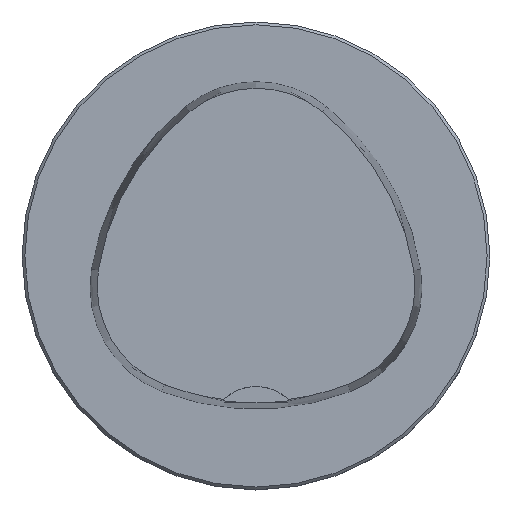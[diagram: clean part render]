
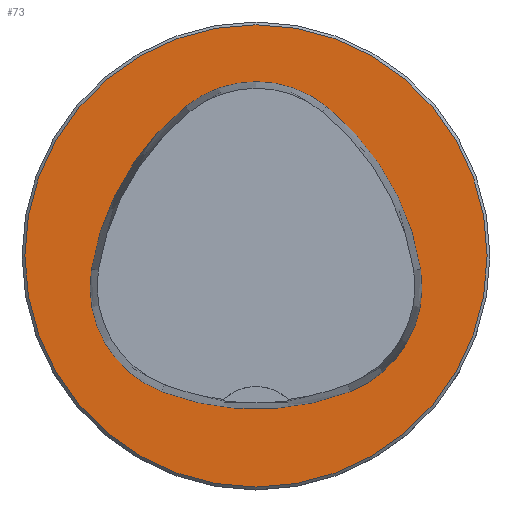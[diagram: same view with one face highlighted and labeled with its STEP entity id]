
A CAD part, top view. The second image highlights one B-rep face of the part: STEP entity #73.
In plain terms, the highlighted planar face has unit normal (0, 0, 1).
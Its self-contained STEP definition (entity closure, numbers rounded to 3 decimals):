
#49=PLANE('',#289);
#73=ADVANCED_FACE('',(#102,#103),#49,.F.);
#102=FACE_BOUND('',#117,.T.);
#103=FACE_BOUND('',#118,.T.);
#117=EDGE_LOOP('',(#141,#142,#143,#144,#145,#146));
#118=EDGE_LOOP('',(#147));
#141=ORIENTED_EDGE('',*,*,#222,.T.);
#142=ORIENTED_EDGE('',*,*,#223,.T.);
#143=ORIENTED_EDGE('',*,*,#224,.T.);
#144=ORIENTED_EDGE('',*,*,#225,.T.);
#145=ORIENTED_EDGE('',*,*,#226,.T.);
#146=ORIENTED_EDGE('',*,*,#227,.T.);
#147=ORIENTED_EDGE('',*,*,#220,.F.);
#197=VERTEX_POINT('',#412);
#199=VERTEX_POINT('',#420);
#200=VERTEX_POINT('',#421);
#201=VERTEX_POINT('',#423);
#202=VERTEX_POINT('',#425);
#203=VERTEX_POINT('',#427);
#204=VERTEX_POINT('',#429);
#220=EDGE_CURVE('',#197,#197,#251,.T.);
#222=EDGE_CURVE('',#199,#200,#253,.T.);
#223=EDGE_CURVE('',#200,#201,#254,.T.);
#224=EDGE_CURVE('',#201,#202,#255,.T.);
#225=EDGE_CURVE('',#202,#203,#256,.T.);
#226=EDGE_CURVE('',#203,#204,#257,.T.);
#227=EDGE_CURVE('',#204,#199,#258,.T.);
#251=CIRCLE('',#277,24.7);
#253=CIRCLE('',#283,12.0);
#254=CIRCLE('',#284,28.0);
#255=CIRCLE('',#285,12.0);
#256=CIRCLE('',#286,28.0);
#257=CIRCLE('',#287,12.0);
#258=CIRCLE('',#288,28.0);
#277=AXIS2_PLACEMENT_3D('',#411,#326,#327);
#283=AXIS2_PLACEMENT_3D('',#419,#338,#339);
#284=AXIS2_PLACEMENT_3D('',#422,#340,#341);
#285=AXIS2_PLACEMENT_3D('',#424,#342,#343);
#286=AXIS2_PLACEMENT_3D('',#426,#344,#345);
#287=AXIS2_PLACEMENT_3D('',#428,#346,#347);
#288=AXIS2_PLACEMENT_3D('',#430,#348,#349);
#289=AXIS2_PLACEMENT_3D('',#431,#350,#351);
#326=DIRECTION('',(0.0,0.0,-1.0));
#327=DIRECTION('',(-1.0,0.0,0.0));
#338=DIRECTION('',(0.0,0.0,-1.0));
#339=DIRECTION('',(-1.0,0.0,0.0));
#340=DIRECTION('',(0.0,0.0,-1.0));
#341=DIRECTION('',(-1.0,0.0,0.0));
#342=DIRECTION('',(0.0,0.0,-1.0));
#343=DIRECTION('',(-1.0,0.0,0.0));
#344=DIRECTION('',(0.0,0.0,-1.0));
#345=DIRECTION('',(-1.0,0.0,0.0));
#346=DIRECTION('',(0.0,0.0,-1.0));
#347=DIRECTION('',(-1.0,0.0,0.0));
#348=DIRECTION('',(0.0,0.0,-1.0));
#349=DIRECTION('',(-1.0,0.0,0.0));
#350=DIRECTION('',(0.0,0.0,-1.0));
#351=DIRECTION('',(1.0,0.0,0.0));
#411=CARTESIAN_POINT('',(0.0,0.0,0.0));
#412=CARTESIAN_POINT('',(-24.7,0.0,0.0));
#419=CARTESIAN_POINT('',(5.739,-3.3,0.0));
#420=CARTESIAN_POINT('',(17.59,-1.418,0.0));
#421=CARTESIAN_POINT('',(10.05,-14.499,0.));
#422=CARTESIAN_POINT('',(-0.01,11.631,0.0));
#423=CARTESIAN_POINT('',(-10.025,-14.516,0.0));
#424=CARTESIAN_POINT('',(-5.733,-3.31,0.0));
#425=CARTESIAN_POINT('',(-17.584,-1.424,0.0));
#426=CARTESIAN_POINT('',(10.068,-5.824,0.0));
#427=CARTESIAN_POINT('',(-7.531,15.953,0.0));
#428=CARTESIAN_POINT('',(0.011,6.62,0.0));
#429=CARTESIAN_POINT('',(7.567,15.942,0.0));
#430=CARTESIAN_POINT('',(-10.063,-5.81,0.0));
#431=CARTESIAN_POINT('',(0.0,24.7,0.));
